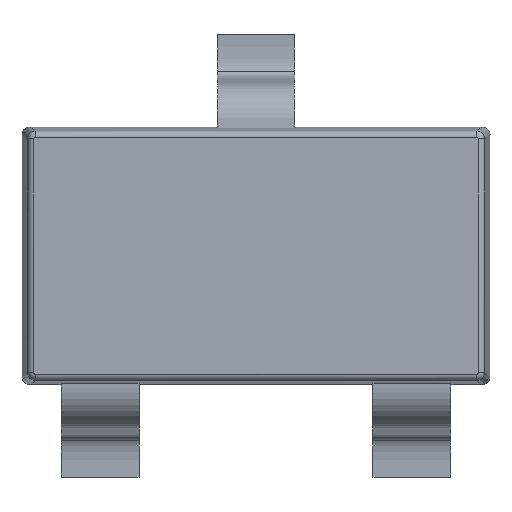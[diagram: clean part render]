
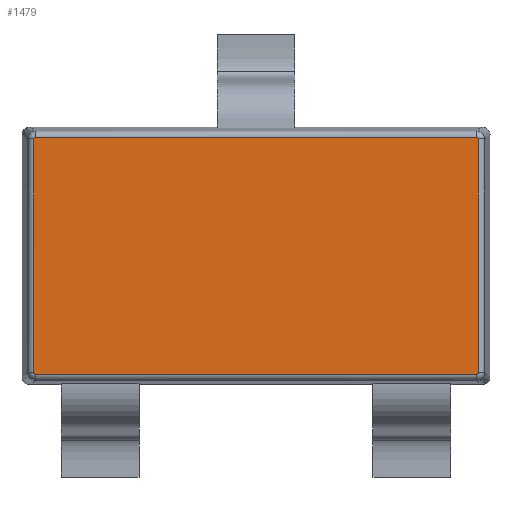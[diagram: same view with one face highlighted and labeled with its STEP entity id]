
A CAD part, top view. The second image highlights one B-rep face of the part: STEP entity #1479.
In plain terms, the highlighted planar face has unit normal (0, 0, 1).
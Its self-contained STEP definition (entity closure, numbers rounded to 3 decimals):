
#1083 = EDGE_CURVE('',#1084,#1086,#1088,.T.);
#1084 = VERTEX_POINT('',#1085);
#1085 = CARTESIAN_POINT('',(1.414,-0.759,1.205));
#1086 = VERTEX_POINT('',#1087);
#1087 = CARTESIAN_POINT('',(-1.414,-0.759,1.205));
#1088 = B_SPLINE_CURVE_WITH_KNOTS('',1,(#1089,#1090),.UNSPECIFIED.,.F.,
  .F.,(2,2),(-0.004,2.825),
  .PIECEWISE_BEZIER_KNOTS.);
#1089 = CARTESIAN_POINT('',(1.414,-0.759,1.205));
#1090 = CARTESIAN_POINT('',(-1.414,-0.759,1.205));
#1348 = VERTEX_POINT('',#1349);
#1349 = CARTESIAN_POINT('',(1.424,-0.749,1.205));
#1355 = EDGE_CURVE('',#1084,#1348,#1356,.T.);
#1356 = ( BOUNDED_CURVE() B_SPLINE_CURVE(3,(#1357,#1358,#1359,#1360,
#1361),.UNSPECIFIED.,.F.,.F.) B_SPLINE_CURVE_WITH_KNOTS((4,1,4),(
    0.002,0.01,0.018),
.UNSPECIFIED.) CURVE() GEOMETRIC_REPRESENTATION_ITEM() 
RATIONAL_B_SPLINE_CURVE((1.,1.,1.,1.,1.)) REPRESENTATION_ITEM('') );
#1357 = CARTESIAN_POINT('',(1.414,-0.759,1.205));
#1358 = CARTESIAN_POINT('',(1.417,-0.759,1.205));
#1359 = CARTESIAN_POINT('',(1.422,-0.757,1.205));
#1360 = CARTESIAN_POINT('',(1.424,-0.752,1.205));
#1361 = CARTESIAN_POINT('',(1.424,-0.749,1.205));
#1447 = VERTEX_POINT('',#1448);
#1448 = CARTESIAN_POINT('',(-1.424,-0.749,1.205));
#1456 = EDGE_CURVE('',#1447,#1086,#1457,.T.);
#1457 = B_SPLINE_CURVE_WITH_KNOTS('',3,(#1458,#1459,#1460,#1461,#1462),
  .UNSPECIFIED.,.F.,.F.,(4,1,4),(0.002,0.009,
    0.017),.UNSPECIFIED.);
#1458 = CARTESIAN_POINT('',(-1.424,-0.749,1.205));
#1459 = CARTESIAN_POINT('',(-1.424,-0.752,1.205));
#1460 = CARTESIAN_POINT('',(-1.422,-0.757,1.205));
#1461 = CARTESIAN_POINT('',(-1.417,-0.759,1.205));
#1462 = CARTESIAN_POINT('',(-1.414,-0.759,1.205));
#1479 = ADVANCED_FACE('',(#1480),#1524,.T.);
#1480 = FACE_BOUND('',#1481,.T.);
#1481 = EDGE_LOOP('',(#1482,#1491,#1501,#1506,#1507,#1508,#1509,#1516));
#1482 = ORIENTED_EDGE('',*,*,#1483,.T.);
#1483 = EDGE_CURVE('',#1484,#1486,#1488,.T.);
#1484 = VERTEX_POINT('',#1485);
#1485 = CARTESIAN_POINT('',(1.414,0.759,1.205));
#1486 = VERTEX_POINT('',#1487);
#1487 = CARTESIAN_POINT('',(-1.414,0.759,1.205));
#1488 = B_SPLINE_CURVE_WITH_KNOTS('',1,(#1489,#1490),.UNSPECIFIED.,.F.,
  .F.,(2,2),(-0.004,2.825),
  .PIECEWISE_BEZIER_KNOTS.);
#1489 = CARTESIAN_POINT('',(1.414,0.759,1.205));
#1490 = CARTESIAN_POINT('',(-1.414,0.759,1.205));
#1491 = ORIENTED_EDGE('',*,*,#1492,.T.);
#1492 = EDGE_CURVE('',#1486,#1493,#1495,.T.);
#1493 = VERTEX_POINT('',#1494);
#1494 = CARTESIAN_POINT('',(-1.424,0.749,1.205));
#1495 = ( BOUNDED_CURVE() B_SPLINE_CURVE(3,(#1496,#1497,#1498,#1499,
#1500),.UNSPECIFIED.,.F.,.F.) B_SPLINE_CURVE_WITH_KNOTS((4,1,4),(
    0.002,0.01,0.018),
.UNSPECIFIED.) CURVE() GEOMETRIC_REPRESENTATION_ITEM() 
RATIONAL_B_SPLINE_CURVE((1.,1.,1.,1.,1.)) REPRESENTATION_ITEM('') );
#1496 = CARTESIAN_POINT('',(-1.414,0.759,1.205));
#1497 = CARTESIAN_POINT('',(-1.417,0.759,1.205));
#1498 = CARTESIAN_POINT('',(-1.422,0.757,1.205));
#1499 = CARTESIAN_POINT('',(-1.424,0.752,1.205));
#1500 = CARTESIAN_POINT('',(-1.424,0.749,1.205));
#1501 = ORIENTED_EDGE('',*,*,#1502,.T.);
#1502 = EDGE_CURVE('',#1493,#1447,#1503,.T.);
#1503 = B_SPLINE_CURVE_WITH_KNOTS('',1,(#1504,#1505),.UNSPECIFIED.,.F.,
  .F.,(2,2),(-0.003,1.496),
  .PIECEWISE_BEZIER_KNOTS.);
#1504 = CARTESIAN_POINT('',(-1.424,0.749,1.205));
#1505 = CARTESIAN_POINT('',(-1.424,-0.749,1.205));
#1506 = ORIENTED_EDGE('',*,*,#1456,.T.);
#1507 = ORIENTED_EDGE('',*,*,#1083,.F.);
#1508 = ORIENTED_EDGE('',*,*,#1355,.T.);
#1509 = ORIENTED_EDGE('',*,*,#1510,.T.);
#1510 = EDGE_CURVE('',#1348,#1511,#1513,.T.);
#1511 = VERTEX_POINT('',#1512);
#1512 = CARTESIAN_POINT('',(1.424,0.749,1.205));
#1513 = B_SPLINE_CURVE_WITH_KNOTS('',1,(#1514,#1515),.UNSPECIFIED.,.F.,
  .F.,(2,2),(-0.003,1.496),
  .PIECEWISE_BEZIER_KNOTS.);
#1514 = CARTESIAN_POINT('',(1.424,-0.749,1.205));
#1515 = CARTESIAN_POINT('',(1.424,0.749,1.205));
#1516 = ORIENTED_EDGE('',*,*,#1517,.T.);
#1517 = EDGE_CURVE('',#1511,#1484,#1518,.T.);
#1518 = ( BOUNDED_CURVE() B_SPLINE_CURVE(3,(#1519,#1520,#1521,#1522,
#1523),.UNSPECIFIED.,.F.,.F.) B_SPLINE_CURVE_WITH_KNOTS((4,1,4),(
    0.002,0.009,0.017),
.UNSPECIFIED.) CURVE() GEOMETRIC_REPRESENTATION_ITEM() 
RATIONAL_B_SPLINE_CURVE((1.,1.,1.,1.,1.)) REPRESENTATION_ITEM('') );
#1519 = CARTESIAN_POINT('',(1.424,0.749,1.205));
#1520 = CARTESIAN_POINT('',(1.424,0.752,1.205));
#1521 = CARTESIAN_POINT('',(1.422,0.757,1.205));
#1522 = CARTESIAN_POINT('',(1.417,0.759,1.205));
#1523 = CARTESIAN_POINT('',(1.414,0.759,1.205));
#1524 = PLANE('',#1525);
#1525 = AXIS2_PLACEMENT_3D('',#1526,#1527,#1528);
#1526 = CARTESIAN_POINT('',(-1.5,0.797,1.205));
#1527 = DIRECTION('',(0.,0.,1.));
#1528 = DIRECTION('',(0.,-1.,0.));
